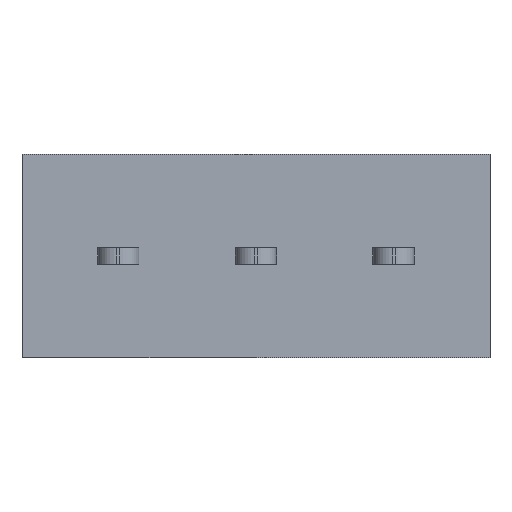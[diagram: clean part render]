
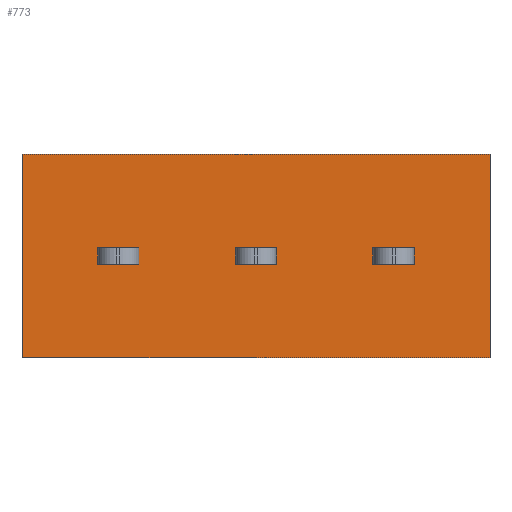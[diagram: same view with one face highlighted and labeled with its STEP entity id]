
A CAD part, front view. The second image highlights one B-rep face of the part: STEP entity #773.
In plain terms, the highlighted planar face has unit normal (0, -1, 0).
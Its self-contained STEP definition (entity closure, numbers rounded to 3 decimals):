
#72=FACE_BOUND('',#123,.T.);
#73=FACE_BOUND('',#124,.T.);
#74=FACE_BOUND('',#125,.T.);
#77=FACE_OUTER_BOUND('',#122,.T.);
#122=EDGE_LOOP('',(#526,#527,#528,#529));
#123=EDGE_LOOP('',(#530,#531,#532,#533));
#124=EDGE_LOOP('',(#534,#535,#536,#537));
#125=EDGE_LOOP('',(#538,#539,#540,#541));
#172=LINE('',#1111,#262);
#173=LINE('',#1113,#263);
#174=LINE('',#1115,#264);
#175=LINE('',#1116,#265);
#176=LINE('',#1119,#266);
#177=LINE('',#1121,#267);
#178=LINE('',#1123,#268);
#179=LINE('',#1124,#269);
#180=LINE('',#1127,#270);
#181=LINE('',#1129,#271);
#182=LINE('',#1131,#272);
#183=LINE('',#1132,#273);
#184=LINE('',#1135,#274);
#185=LINE('',#1137,#275);
#186=LINE('',#1139,#276);
#187=LINE('',#1140,#277);
#262=VECTOR('',#897,1000.);
#263=VECTOR('',#898,1000.);
#264=VECTOR('',#899,1000.);
#265=VECTOR('',#900,1000.);
#266=VECTOR('',#901,1000.);
#267=VECTOR('',#902,1000.);
#268=VECTOR('',#903,1000.);
#269=VECTOR('',#904,1000.);
#270=VECTOR('',#905,1000.);
#271=VECTOR('',#906,1000.);
#272=VECTOR('',#907,1000.);
#273=VECTOR('',#908,1000.);
#274=VECTOR('',#909,1000.);
#275=VECTOR('',#910,1000.);
#276=VECTOR('',#911,1000.);
#277=VECTOR('',#912,1000.);
#352=VERTEX_POINT('',#1109);
#353=VERTEX_POINT('',#1110);
#354=VERTEX_POINT('',#1112);
#355=VERTEX_POINT('',#1114);
#356=VERTEX_POINT('',#1117);
#357=VERTEX_POINT('',#1118);
#358=VERTEX_POINT('',#1120);
#359=VERTEX_POINT('',#1122);
#360=VERTEX_POINT('',#1125);
#361=VERTEX_POINT('',#1126);
#362=VERTEX_POINT('',#1128);
#363=VERTEX_POINT('',#1130);
#364=VERTEX_POINT('',#1133);
#365=VERTEX_POINT('',#1134);
#366=VERTEX_POINT('',#1136);
#367=VERTEX_POINT('',#1138);
#420=EDGE_CURVE('',#352,#353,#172,.T.);
#421=EDGE_CURVE('',#354,#352,#173,.T.);
#422=EDGE_CURVE('',#355,#354,#174,.T.);
#423=EDGE_CURVE('',#353,#355,#175,.T.);
#424=EDGE_CURVE('',#356,#357,#176,.T.);
#425=EDGE_CURVE('',#358,#356,#177,.T.);
#426=EDGE_CURVE('',#359,#358,#178,.T.);
#427=EDGE_CURVE('',#357,#359,#179,.T.);
#428=EDGE_CURVE('',#360,#361,#180,.T.);
#429=EDGE_CURVE('',#362,#360,#181,.T.);
#430=EDGE_CURVE('',#363,#362,#182,.T.);
#431=EDGE_CURVE('',#361,#363,#183,.T.);
#432=EDGE_CURVE('',#364,#365,#184,.T.);
#433=EDGE_CURVE('',#366,#364,#185,.T.);
#434=EDGE_CURVE('',#367,#366,#186,.T.);
#435=EDGE_CURVE('',#365,#367,#187,.T.);
#526=ORIENTED_EDGE('',*,*,#420,.F.);
#527=ORIENTED_EDGE('',*,*,#421,.F.);
#528=ORIENTED_EDGE('',*,*,#422,.F.);
#529=ORIENTED_EDGE('',*,*,#423,.F.);
#530=ORIENTED_EDGE('',*,*,#424,.F.);
#531=ORIENTED_EDGE('',*,*,#425,.F.);
#532=ORIENTED_EDGE('',*,*,#426,.F.);
#533=ORIENTED_EDGE('',*,*,#427,.F.);
#534=ORIENTED_EDGE('',*,*,#428,.F.);
#535=ORIENTED_EDGE('',*,*,#429,.F.);
#536=ORIENTED_EDGE('',*,*,#430,.F.);
#537=ORIENTED_EDGE('',*,*,#431,.F.);
#538=ORIENTED_EDGE('',*,*,#432,.F.);
#539=ORIENTED_EDGE('',*,*,#433,.F.);
#540=ORIENTED_EDGE('',*,*,#434,.F.);
#541=ORIENTED_EDGE('',*,*,#435,.F.);
#738=PLANE('',#832);
#773=ADVANCED_FACE('',(#77,#72,#73,#74),#738,.T.);
#832=AXIS2_PLACEMENT_3D('',#1108,#895,#896);
#895=DIRECTION('center_axis',(0.,-1.,0.));
#896=DIRECTION('ref_axis',(0.,0.,-1.));
#897=DIRECTION('',(0.,0.,-1.));
#898=DIRECTION('',(1.,0.,0.));
#899=DIRECTION('',(0.,0.,1.));
#900=DIRECTION('',(-1.,0.,0.));
#901=DIRECTION('',(-1.,0.,0.));
#902=DIRECTION('',(0.,0.,1.));
#903=DIRECTION('',(1.,0.,0.));
#904=DIRECTION('',(0.,0.,-1.));
#905=DIRECTION('',(-1.,0.,0.));
#906=DIRECTION('',(0.,0.,1.));
#907=DIRECTION('',(1.,0.,0.));
#908=DIRECTION('',(0.,0.,-1.));
#909=DIRECTION('',(0.,0.,-1.));
#910=DIRECTION('',(-1.,0.,0.));
#911=DIRECTION('',(0.,0.,1.));
#912=DIRECTION('',(1.,0.,0.));
#1108=CARTESIAN_POINT('Origin',(0.,-1.75,0.));
#1109=CARTESIAN_POINT('',(4.25,-1.75,1.85));
#1110=CARTESIAN_POINT('',(4.25,-1.75,-1.85));
#1111=CARTESIAN_POINT('',(4.25,-1.75,1.85));
#1112=CARTESIAN_POINT('',(-4.25,-1.75,1.85));
#1113=CARTESIAN_POINT('',(-4.25,-1.75,1.85));
#1114=CARTESIAN_POINT('',(-4.25,-1.75,-1.85));
#1115=CARTESIAN_POINT('',(-4.25,-1.75,1.85));
#1116=CARTESIAN_POINT('',(-4.25,-1.75,-1.85));
#1117=CARTESIAN_POINT('',(0.375,-1.75,0.15));
#1118=CARTESIAN_POINT('',(-0.375,-1.75,0.15));
#1119=CARTESIAN_POINT('',(-0.375,-1.75,0.15));
#1120=CARTESIAN_POINT('',(0.375,-1.75,-0.15));
#1121=CARTESIAN_POINT('',(0.375,-1.75,0.15));
#1122=CARTESIAN_POINT('',(-0.375,-1.75,-0.15));
#1123=CARTESIAN_POINT('',(-0.375,-1.75,-0.15));
#1124=CARTESIAN_POINT('',(-0.375,-1.75,0.15));
#1125=CARTESIAN_POINT('',(-2.125,-1.75,0.15));
#1126=CARTESIAN_POINT('',(-2.875,-1.75,0.15));
#1127=CARTESIAN_POINT('',(-2.875,-1.75,0.15));
#1128=CARTESIAN_POINT('',(-2.125,-1.75,-0.15));
#1129=CARTESIAN_POINT('',(-2.125,-1.75,0.15));
#1130=CARTESIAN_POINT('',(-2.875,-1.75,-0.15));
#1131=CARTESIAN_POINT('',(-2.875,-1.75,-0.15));
#1132=CARTESIAN_POINT('',(-2.875,-1.75,0.15));
#1133=CARTESIAN_POINT('',(2.125,-1.75,0.15));
#1134=CARTESIAN_POINT('',(2.125,-1.75,-0.15));
#1135=CARTESIAN_POINT('',(2.125,-1.75,0.15));
#1136=CARTESIAN_POINT('',(2.875,-1.75,0.15));
#1137=CARTESIAN_POINT('',(2.875,-1.75,0.15));
#1138=CARTESIAN_POINT('',(2.875,-1.75,-0.15));
#1139=CARTESIAN_POINT('',(2.875,-1.75,0.15));
#1140=CARTESIAN_POINT('',(2.875,-1.75,-0.15));
